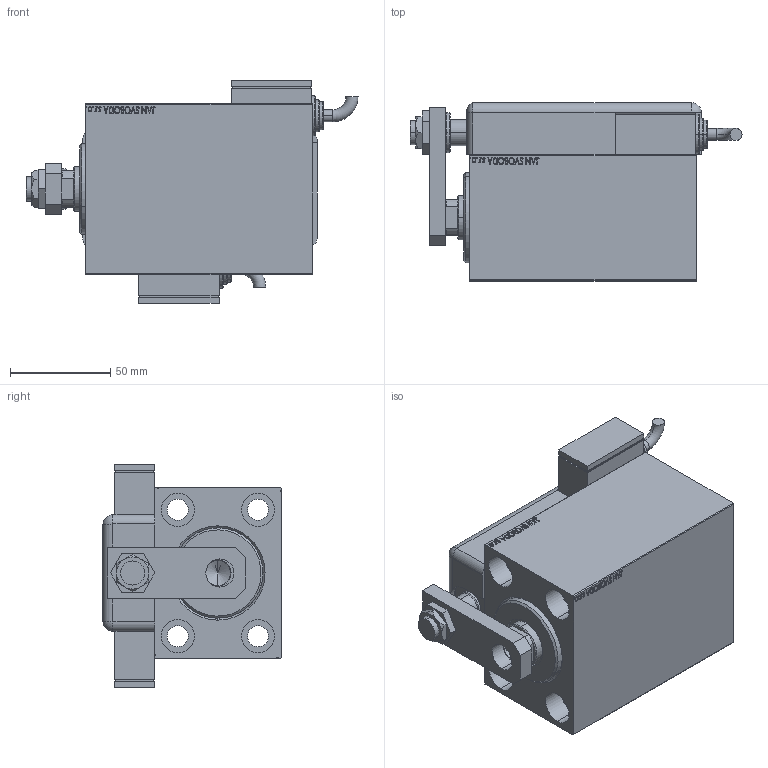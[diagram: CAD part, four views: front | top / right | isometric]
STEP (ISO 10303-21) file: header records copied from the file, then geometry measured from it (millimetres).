
FILE_DESCRIPTION (( 'STEP AP203' ), '1' );
FILE_NAME ('fa46.STEP', '2024-02-11T12:23:25', ( '' ), ( '' ), 'SwSTEP 2.0', 'SolidWorks 2019', '' );
FILE_SCHEMA (( 'CONFIG_CONTROL_DESIGN' ));
Length unit declared in the file: millimetre
Products named in the file (13): SWITCH Q 1c1c2e3b106668090821369d8b3376a5; ZARAZKA_Q 1c1c2e3b106668090821369d8b3376a5; V450CM_C_VCP 1c1c2e3b106668090821369d8b3376a5; NUT_D13 1c1c2e3b106668090821369d8b3376a5; KRYT 1c1c2e3b106668090821369d8b3376a5; MAGNETIC SWITCH Q 1c1c2e3b106668090821369d8b3376a5; fa46; V450CM_VC_B 1c1c2e3b106668090821369d8b3376a5; TYC 1c1c2e3b106668090821369d8b3376a5; SWITCH DIM A_G 1c1c2e3b106668090821369d8b3376a5; NUT_D19 1c1c2e3b106668090821369d8b3376a5; SWITCH_Q_FRONT_BACK 1c1c2e3b106668090821369d8b3376a5; V450CM_C_Body 1c1c2e3b106668090821369d8b3376a5
Assembly tree (13 placements, depth 3):
  fa46
    V450CM_C_Body 1c1c2e3b106668090821369d8b3376a5
    V450CM_C_VCP 1c1c2e3b106668090821369d8b3376a5
    V450CM_VC_B 1c1c2e3b106668090821369d8b3376a5
    MAGNETIC SWITCH Q 1c1c2e3b106668090821369d8b3376a5
      SWITCH_Q_FRONT_BACK 1c1c2e3b106668090821369d8b3376a5
      TYC 1c1c2e3b106668090821369d8b3376a5
      ZARAZKA_Q 1c1c2e3b106668090821369d8b3376a5
      SWITCH DIM A_G 1c1c2e3b106668090821369d8b3376a5
      NUT_D19 1c1c2e3b106668090821369d8b3376a5
      NUT_D13 1c1c2e3b106668090821369d8b3376a5
      KRYT 1c1c2e3b106668090821369d8b3376a5
      SWITCH Q 1c1c2e3b106668090821369d8b3376a5  x2
Bounding box: 165.46 x 88.8 x 111 mm (x, y, z)
Volume: 657265.8 mm3; surface area: 149534.5 mm2
Topology: 13 solids, 13 shells, 1246 faces, 3162 edges, 2087 vertices
Faces by surface type: plane 614, bspline 471, cylinder 115, cone 22, torus 22, sphere 2
Entity records: 59771 total; most frequent: CARTESIAN_POINT 32189, ORIENTED_EDGE 6128, DIRECTION 3870, EDGE_CURVE 3064, VERTEX_POINT 2027, LINE 1826, VECTOR 1826, EDGE_LOOP 1379
